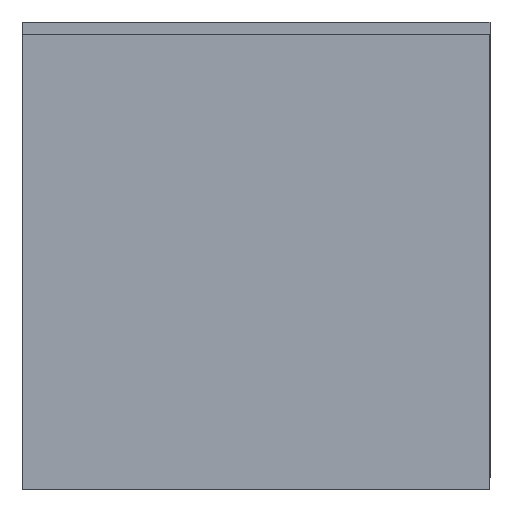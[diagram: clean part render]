
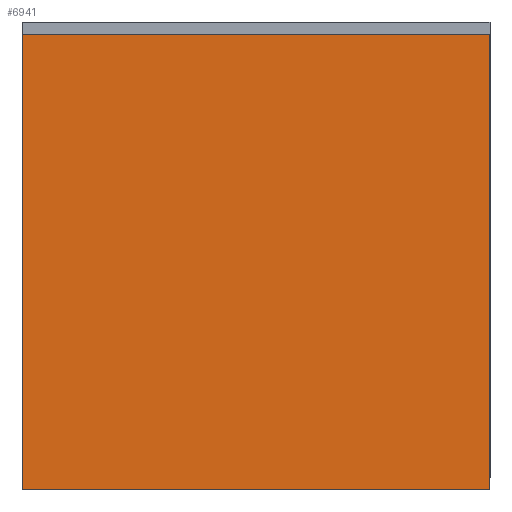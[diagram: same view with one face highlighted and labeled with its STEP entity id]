
A CAD part, left-side view. The second image highlights one B-rep face of the part: STEP entity #6941.
In plain terms, the highlighted planar face has unit normal (-1, 0, 0).
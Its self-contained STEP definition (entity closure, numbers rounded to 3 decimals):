
#861=FACE_OUTER_BOUND('',#1281,.T.);
#1281=EDGE_LOOP('',(#6341,#6342,#6343,#6344));
#1870=LINE('',#11349,#2579);
#1912=LINE('',#11859,#2621);
#1953=LINE('',#12446,#2662);
#1992=LINE('',#12545,#2701);
#2579=VECTOR('',#8344,10.);
#2621=VECTOR('',#8486,10.);
#2662=VECTOR('',#8713,10.);
#2701=VECTOR('',#8842,10.);
#3202=VERTEX_POINT('',#11346);
#3203=VERTEX_POINT('',#11348);
#3262=VERTEX_POINT('',#11856);
#3263=VERTEX_POINT('',#11858);
#4110=EDGE_CURVE('',#3202,#3203,#1870,.T.);
#4189=EDGE_CURVE('',#3262,#3263,#1912,.T.);
#4315=EDGE_CURVE('',#3202,#3263,#1953,.T.);
#4361=EDGE_CURVE('',#3203,#3262,#1992,.T.);
#6341=ORIENTED_EDGE('',*,*,#4361,.F.);
#6342=ORIENTED_EDGE('',*,*,#4110,.F.);
#6343=ORIENTED_EDGE('',*,*,#4315,.T.);
#6344=ORIENTED_EDGE('',*,*,#4189,.F.);
#6576=PLANE('',#7355);
#6941=ADVANCED_FACE('',(#861),#6576,.T.);
#7355=AXIS2_PLACEMENT_3D('',#12546,#8843,#8844);
#8344=DIRECTION('',(0.,0.,1.));
#8486=DIRECTION('',(0.,0.,-1.));
#8713=DIRECTION('',(0.,-1.,0.));
#8842=DIRECTION('',(0.,-1.,0.));
#8843=DIRECTION('center_axis',(-1.,0.,0.));
#8844=DIRECTION('ref_axis',(0.,0.,1.));
#11346=CARTESIAN_POINT('',(0.,37.5,0.));
#11348=CARTESIAN_POINT('',(0.,37.5,73.));
#11349=CARTESIAN_POINT('',(0.,37.5,73.));
#11856=CARTESIAN_POINT('',(0.,-37.5,73.));
#11858=CARTESIAN_POINT('',(0.,-37.5,0.));
#11859=CARTESIAN_POINT('',(0.,-37.5,73.));
#12446=CARTESIAN_POINT('',(0.,0.,0.));
#12545=CARTESIAN_POINT('',(0.,0.,73.));
#12546=CARTESIAN_POINT('Origin',(0.,0.,0.));
